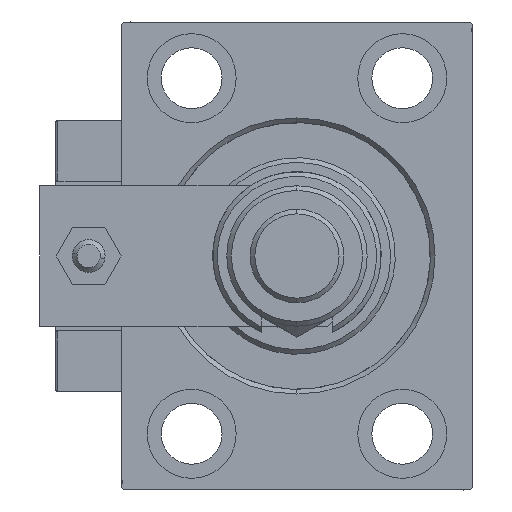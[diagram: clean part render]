
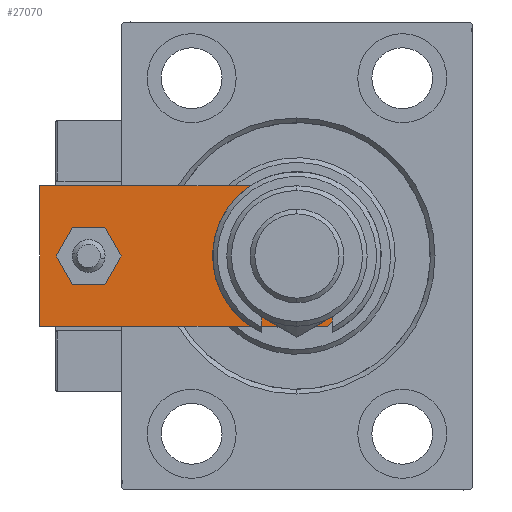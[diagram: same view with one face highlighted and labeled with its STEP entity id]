
A CAD part, left-side view. The second image highlights one B-rep face of the part: STEP entity #27070.
In plain terms, the highlighted face is planar.
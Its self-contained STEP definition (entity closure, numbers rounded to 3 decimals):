
#180 = DIRECTION ( 'NONE',  ( 0., 0., 1. ) ) ;
#284 = LINE ( 'NONE', #16058, #19698 ) ;
#439 = DIRECTION ( 'NONE',  ( 1., 0., 0. ) ) ;
#692 = PLANE ( 'NONE',  #26986 ) ;
#1402 = EDGE_CURVE ( 'NONE', #7571, #24846, #19529, .T. ) ;
#1452 = EDGE_CURVE ( 'NONE', #50907, #23533, #10022, .T. ) ;
#1677 = VERTEX_POINT ( 'NONE', #11685 ) ;
#1953 = CARTESIAN_POINT ( 'NONE',  ( -15., 70., 8. ) ) ;
#2113 = ORIENTED_EDGE ( 'NONE', *, *, #36062, .F. ) ;
#3831 = DIRECTION ( 'NONE',  ( 0., 1., 0. ) ) ;
#3910 = FACE_BOUND ( 'NONE', #20471, .T. ) ;
#4215 = CARTESIAN_POINT ( 'NONE',  ( -15., 8.5, 8. ) ) ;
#4261 = CARTESIAN_POINT ( 'NONE',  ( 0., 15., 8. ) ) ;
#6124 = ORIENTED_EDGE ( 'NONE', *, *, #43430, .T. ) ;
#6952 = CARTESIAN_POINT ( 'NONE',  ( 3.25, -3.25, 8. ) ) ;
#7571 = VERTEX_POINT ( 'NONE', #1953 ) ;
#9275 = EDGE_CURVE ( 'NONE', #33341, #14838, #14341, .T. ) ;
#9730 = CARTESIAN_POINT ( 'NONE',  ( 15., 8.5, 8. ) ) ;
#10022 = CIRCLE ( 'NONE', #10059, 10. ) ;
#10059 = AXIS2_PLACEMENT_3D ( 'NONE', #4261, #41526, #49565 ) ;
#10181 = DIRECTION ( 'NONE',  ( 0.707, 0.707, 0. ) ) ;
#11685 = CARTESIAN_POINT ( 'NONE',  ( -4., 59.5, 8. ) ) ;
#13163 = DIRECTION ( 'NONE',  ( 1., 0., 0. ) ) ;
#13755 = LINE ( 'NONE', #38170, #18058 ) ;
#14341 = LINE ( 'NONE', #51349, #46317 ) ;
#14838 = VERTEX_POINT ( 'NONE', #35840 ) ;
#15863 = CARTESIAN_POINT ( 'NONE',  ( 0., 15., 8. ) ) ;
#16058 = CARTESIAN_POINT ( 'NONE',  ( -3.25, -3.25, 8. ) ) ;
#16267 = CARTESIAN_POINT ( 'NONE',  ( 4., 59.5, 8. ) ) ;
#16933 = CIRCLE ( 'NONE', #34068, 4. ) ;
#17646 = DIRECTION ( 'NONE',  ( 0., 0., 1. ) ) ;
#18058 = VECTOR ( 'NONE', #51028, 1000. ) ;
#19132 = ORIENTED_EDGE ( 'NONE', *, *, #46448, .F. ) ;
#19529 = LINE ( 'NONE', #27840, #45177 ) ;
#19698 = VECTOR ( 'NONE', #24922, 1000. ) ;
#20287 = CIRCLE ( 'NONE', #34822, 4. ) ;
#20471 = EDGE_LOOP ( 'NONE', ( #46853, #19132 ) ) ;
#20516 = FACE_BOUND ( 'NONE', #23424, .T. ) ;
#22458 = CARTESIAN_POINT ( 'NONE',  ( -6.5, 0., 8. ) ) ;
#23424 = EDGE_LOOP ( 'NONE', ( #45792, #2113 ) ) ;
#23533 = VERTEX_POINT ( 'NONE', #33180 ) ;
#24186 = DIRECTION ( 'NONE',  ( 1., 0., 0. ) ) ;
#24846 = VERTEX_POINT ( 'NONE', #4215 ) ;
#24922 = DIRECTION ( 'NONE',  ( 0.707, -0.707, 0. ) ) ;
#25509 = CARTESIAN_POINT ( 'NONE',  ( 15., 70., 8. ) ) ;
#25585 = ORIENTED_EDGE ( 'NONE', *, *, #52121, .T. ) ;
#25695 = DIRECTION ( 'NONE',  ( 1., 0., 0. ) ) ;
#26986 = AXIS2_PLACEMENT_3D ( 'NONE', #44939, #180, #439 ) ;
#27070 = ADVANCED_FACE ( 'NONE', ( #20516, #48960, #3910 ), #692, .T. ) ;
#27840 = CARTESIAN_POINT ( 'NONE',  ( -15., 70., 8. ) ) ;
#29593 = EDGE_LOOP ( 'NONE', ( #46209, #32360, #45579, #6124, #50508, #25585 ) ) ;
#31702 = EDGE_CURVE ( 'NONE', #40297, #46606, #36254, .T. ) ;
#32360 = ORIENTED_EDGE ( 'NONE', *, *, #46937, .T. ) ;
#33180 = CARTESIAN_POINT ( 'NONE',  ( 10., 15., 8. ) ) ;
#33341 = VERTEX_POINT ( 'NONE', #22458 ) ;
#33559 = CARTESIAN_POINT ( 'NONE',  ( 0., 59.5, 8. ) ) ;
#34068 = AXIS2_PLACEMENT_3D ( 'NONE', #33559, #36785, #13163 ) ;
#34203 = EDGE_CURVE ( 'NONE', #1677, #52585, #20287, .T. ) ;
#34822 = AXIS2_PLACEMENT_3D ( 'NONE', #38034, #17646, #25695 ) ;
#35361 = DIRECTION ( 'NONE',  ( 0., -1., 0. ) ) ;
#35840 = CARTESIAN_POINT ( 'NONE',  ( 6.5, 0., 8. ) ) ;
#36062 = EDGE_CURVE ( 'NONE', #52585, #1677, #16933, .T. ) ;
#36254 = LINE ( 'NONE', #40301, #51033 ) ;
#36785 = DIRECTION ( 'NONE',  ( 0., 0., 1. ) ) ;
#38034 = CARTESIAN_POINT ( 'NONE',  ( 0., 59.5, 8. ) ) ;
#38170 = CARTESIAN_POINT ( 'NONE',  ( 15., 70., 8. ) ) ;
#40297 = VERTEX_POINT ( 'NONE', #9730 ) ;
#40301 = CARTESIAN_POINT ( 'NONE',  ( 15., 0., 8. ) ) ;
#40402 = CARTESIAN_POINT ( 'NONE',  ( -10., 15., 8. ) ) ;
#41526 = DIRECTION ( 'NONE',  ( 0., 0., 1. ) ) ;
#42841 = AXIS2_PLACEMENT_3D ( 'NONE', #15863, #48585, #24186 ) ;
#43316 = DIRECTION ( 'NONE',  ( 1., 0., 0. ) ) ;
#43430 = EDGE_CURVE ( 'NONE', #14838, #40297, #47192, .T. ) ;
#44939 = CARTESIAN_POINT ( 'NONE',  ( 0., 0., 8. ) ) ;
#45177 = VECTOR ( 'NONE', #35361, 1000. ) ;
#45579 = ORIENTED_EDGE ( 'NONE', *, *, #9275, .T. ) ;
#45792 = ORIENTED_EDGE ( 'NONE', *, *, #34203, .F. ) ;
#46209 = ORIENTED_EDGE ( 'NONE', *, *, #1402, .T. ) ;
#46317 = VECTOR ( 'NONE', #43316, 1000. ) ;
#46448 = EDGE_CURVE ( 'NONE', #23533, #50907, #51325, .T. ) ;
#46606 = VERTEX_POINT ( 'NONE', #25509 ) ;
#46853 = ORIENTED_EDGE ( 'NONE', *, *, #1452, .F. ) ;
#46937 = EDGE_CURVE ( 'NONE', #24846, #33341, #284, .T. ) ;
#46971 = VECTOR ( 'NONE', #10181, 1000. ) ;
#47192 = LINE ( 'NONE', #6952, #46971 ) ;
#48585 = DIRECTION ( 'NONE',  ( 0., 0., 1. ) ) ;
#48960 = FACE_OUTER_BOUND ( 'NONE', #29593, .T. ) ;
#49565 = DIRECTION ( 'NONE',  ( 1., 0., 0. ) ) ;
#50508 = ORIENTED_EDGE ( 'NONE', *, *, #31702, .T. ) ;
#50907 = VERTEX_POINT ( 'NONE', #40402 ) ;
#51028 = DIRECTION ( 'NONE',  ( -1., 0., 0. ) ) ;
#51033 = VECTOR ( 'NONE', #3831, 1000. ) ;
#51325 = CIRCLE ( 'NONE', #42841, 10. ) ;
#51349 = CARTESIAN_POINT ( 'NONE',  ( -15., 0., 8. ) ) ;
#52121 = EDGE_CURVE ( 'NONE', #46606, #7571, #13755, .T. ) ;
#52585 = VERTEX_POINT ( 'NONE', #16267 ) ;
